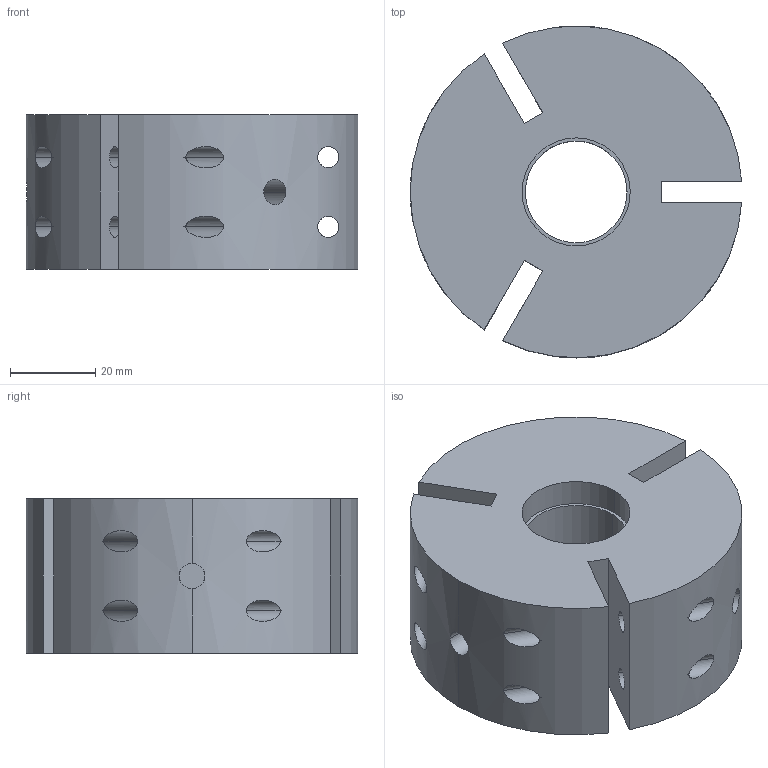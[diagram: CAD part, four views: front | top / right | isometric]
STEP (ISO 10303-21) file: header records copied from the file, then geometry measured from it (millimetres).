
FILE_DESCRIPTION(('CATIA V5 STEP Exchange'),'2;1');
FILE_NAME('Fixation moteur.stp','2024-01-24T17:14:28+00:00',('none'),('none'),'CATIA Version 5 Release 20 GA (IN-10)','CATIA V5 STEP AP203','none');
FILE_SCHEMA(('CONFIG_CONTROL_DESIGN'));
Length unit declared in the file: millimetre
Products named in the file (1): Pièce1
Bounding box: 77.92 x 78 x 36.35 mm (x, y, z)
Volume: 140424.7 mm3; surface area: 27990.7 mm2
Topology: 1 solids, 1 shells, 53 faces, 144 edges, 96 vertices
Faces by surface type: cylinder 38, plane 15
Entity records: 2082 total; most frequent: CARTESIAN_POINT 812, ORIENTED_EDGE 288, DIRECTION 166, EDGE_CURVE 144, VERTEX_POINT 96, EDGE_LOOP 82, AXIS2_PLACEMENT_3D 74, VECTOR 66
